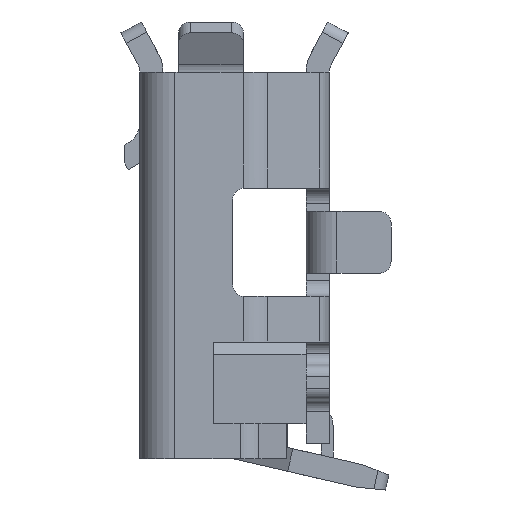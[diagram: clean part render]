
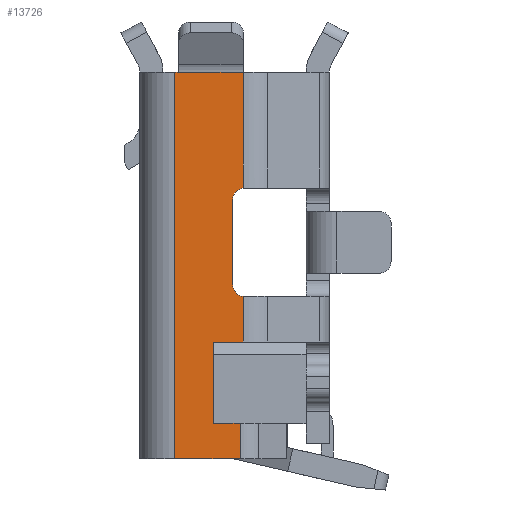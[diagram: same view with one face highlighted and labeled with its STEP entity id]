
A CAD part, left-side view. The second image highlights one B-rep face of the part: STEP entity #13726.
In plain terms, the highlighted planar face has unit normal (-1, 0, 0).
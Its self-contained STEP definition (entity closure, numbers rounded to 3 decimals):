
#204 = VERTEX_POINT ( 'NONE', #20184 ) ;
#348 = ORIENTED_EDGE ( 'NONE', *, *, #13256, .F. ) ;
#1028 = AXIS2_PLACEMENT_3D ( 'NONE', #9704, #25442, #18497 ) ;
#1322 = DIRECTION ( 'NONE',  ( 0., 0., -1. ) ) ;
#1467 = CIRCLE ( 'NONE', #15286, 0.15 ) ;
#1639 = DIRECTION ( 'NONE',  ( 0., 0., 1. ) ) ;
#2367 = CARTESIAN_POINT ( 'NONE',  ( -3.75, -1.038, -3.491 ) ) ;
#3210 = EDGE_CURVE ( 'NONE', #14060, #204, #19402, .T. ) ;
#3557 = DIRECTION ( 'NONE',  ( 0., 1., 0. ) ) ;
#3902 = LINE ( 'NONE', #7797, #25759 ) ;
#3998 = CIRCLE ( 'NONE', #1028, 0.15 ) ;
#4311 = VECTOR ( 'NONE', #25882, 1000. ) ;
#4798 = ORIENTED_EDGE ( 'NONE', *, *, #19147, .T. ) ;
#5524 = VERTEX_POINT ( 'NONE', #5656 ) ;
#5656 = CARTESIAN_POINT ( 'NONE',  ( -3.75, -0.999, -4.541 ) ) ;
#6637 = VERTEX_POINT ( 'NONE', #11976 ) ;
#6708 = CARTESIAN_POINT ( 'NONE',  ( -3.75, -1.038, -1.5 ) ) ;
#7395 = VERTEX_POINT ( 'NONE', #8070 ) ;
#7597 = CARTESIAN_POINT ( 'NONE',  ( -3.75, -0.65, -4.541 ) ) ;
#7647 = LINE ( 'NONE', #15658, #24189 ) ;
#7797 = CARTESIAN_POINT ( 'NONE',  ( -3.75, -0.15, -2.5 ) ) ;
#7988 = DIRECTION ( 'NONE',  ( 0., 0., -1. ) ) ;
#8070 = CARTESIAN_POINT ( 'NONE',  ( -3.75, -0.999, -5. ) ) ;
#8312 = CARTESIAN_POINT ( 'NONE',  ( -3.75, -0.594, -3.491 ) ) ;
#8442 = CARTESIAN_POINT ( 'NONE',  ( -3.75, -1.038, -2.5 ) ) ;
#8707 = EDGE_CURVE ( 'NONE', #204, #21740, #18108, .T. ) ;
#8872 = VERTEX_POINT ( 'NONE', #11787 ) ;
#9704 = CARTESIAN_POINT ( 'NONE',  ( -3.75, -1.05, -1.65 ) ) ;
#9788 = VERTEX_POINT ( 'NONE', #6708 ) ;
#9880 = VECTOR ( 'NONE', #22638, 1000. ) ;
#10036 = CARTESIAN_POINT ( 'NONE',  ( -3.75, -0.15, -5. ) ) ;
#10338 = DIRECTION ( 'NONE',  ( -1., 0., 0. ) ) ;
#11180 = VECTOR ( 'NONE', #11938, 1000. ) ;
#11204 = ORIENTED_EDGE ( 'NONE', *, *, #14517, .F. ) ;
#11787 = CARTESIAN_POINT ( 'NONE',  ( -3.75, -0.9, -1.65 ) ) ;
#11938 = DIRECTION ( 'NONE',  ( 0., 0., 1. ) ) ;
#11976 = CARTESIAN_POINT ( 'NONE',  ( -3.75, -0.65, -3.491 ) ) ;
#12732 = CARTESIAN_POINT ( 'NONE',  ( -3.75, -1.05, -2.75 ) ) ;
#12871 = EDGE_CURVE ( 'NONE', #9788, #21740, #17552, .T. ) ;
#12987 = LINE ( 'NONE', #13155, #26260 ) ;
#13030 = LINE ( 'NONE', #8442, #27766 ) ;
#13155 = CARTESIAN_POINT ( 'NONE',  ( -3.75, -0.824, -4.541 ) ) ;
#13174 = CARTESIAN_POINT ( 'NONE',  ( -3.75, -0.637, -5.013 ) ) ;
#13256 = EDGE_CURVE ( 'NONE', #8872, #26585, #7647, .T. ) ;
#13505 = DIRECTION ( 'NONE',  ( 0., 0., -1. ) ) ;
#13511 = CARTESIAN_POINT ( 'NONE',  ( -3.75, -0.999, -4.77 ) ) ;
#13707 = ORIENTED_EDGE ( 'NONE', *, *, #8707, .F. ) ;
#13726 = ADVANCED_FACE ( 'NONE', ( #15731 ), #17503, .T. ) ;
#14022 = ORIENTED_EDGE ( 'NONE', *, *, #17442, .T. ) ;
#14060 = VERTEX_POINT ( 'NONE', #20853 ) ;
#14517 = EDGE_CURVE ( 'NONE', #9788, #8872, #3998, .T. ) ;
#14736 = ORIENTED_EDGE ( 'NONE', *, *, #20214, .F. ) ;
#15208 = CARTESIAN_POINT ( 'NONE',  ( -3.75, -0.594, 0. ) ) ;
#15286 = AXIS2_PLACEMENT_3D ( 'NONE', #12732, #10338, #1639 ) ;
#15658 = CARTESIAN_POINT ( 'NONE',  ( -3.75, -0.9, -2.5 ) ) ;
#15731 = FACE_OUTER_BOUND ( 'NONE', #22174, .T. ) ;
#16160 = AXIS2_PLACEMENT_3D ( 'NONE', #13174, #19683, #28950 ) ;
#16284 = EDGE_CURVE ( 'NONE', #19995, #6637, #26799, .T. ) ;
#16495 = EDGE_CURVE ( 'NONE', #5524, #17289, #12987, .T. ) ;
#17063 = DIRECTION ( 'NONE',  ( 0., -1., 0. ) ) ;
#17238 = ORIENTED_EDGE ( 'NONE', *, *, #16495, .T. ) ;
#17243 = CARTESIAN_POINT ( 'NONE',  ( -3.75, -0.594, 0. ) ) ;
#17289 = VERTEX_POINT ( 'NONE', #7597 ) ;
#17357 = VECTOR ( 'NONE', #18207, 1000. ) ;
#17399 = VECTOR ( 'NONE', #17063, 1000. ) ;
#17442 = EDGE_CURVE ( 'NONE', #19718, #7395, #23026, .T. ) ;
#17503 = PLANE ( 'NONE',  #16160 ) ;
#17552 = LINE ( 'NONE', #25406, #11180 ) ;
#17700 = ORIENTED_EDGE ( 'NONE', *, *, #12871, .T. ) ;
#18108 = LINE ( 'NONE', #15208, #17399 ) ;
#18160 = ORIENTED_EDGE ( 'NONE', *, *, #25814, .F. ) ;
#18185 = EDGE_CURVE ( 'NONE', #6637, #17289, #24736, .T. ) ;
#18207 = DIRECTION ( 'NONE',  ( 0., 0., -1. ) ) ;
#18497 = DIRECTION ( 'NONE',  ( 0., -1., 0. ) ) ;
#19147 = EDGE_CURVE ( 'NONE', #14060, #19718, #3902, .T. ) ;
#19402 = LINE ( 'NONE', #17243, #29185 ) ;
#19683 = DIRECTION ( 'NONE',  ( -1., 0., 0. ) ) ;
#19718 = VERTEX_POINT ( 'NONE', #10036 ) ;
#19995 = VERTEX_POINT ( 'NONE', #2367 ) ;
#20061 = ORIENTED_EDGE ( 'NONE', *, *, #16284, .F. ) ;
#20184 = CARTESIAN_POINT ( 'NONE',  ( -3.75, -0.2, 0. ) ) ;
#20214 = EDGE_CURVE ( 'NONE', #5524, #7395, #23596, .T. ) ;
#20853 = CARTESIAN_POINT ( 'NONE',  ( -3.75, -0.15, 0. ) ) ;
#21740 = VERTEX_POINT ( 'NONE', #24306 ) ;
#22174 = EDGE_LOOP ( 'NONE', ( #17238, #23991, #20061, #24659, #18160, #348, #11204, #17700, #13707, #24870, #4798, #14022, #14736 ) ) ;
#22199 = DIRECTION ( 'NONE',  ( 0., 1., 0. ) ) ;
#22594 = VECTOR ( 'NONE', #3557, 1000. ) ;
#22638 = DIRECTION ( 'NONE',  ( 0., 0., -1. ) ) ;
#23026 = LINE ( 'NONE', #25985, #4311 ) ;
#23099 = VERTEX_POINT ( 'NONE', #27119 ) ;
#23596 = LINE ( 'NONE', #13511, #9880 ) ;
#23991 = ORIENTED_EDGE ( 'NONE', *, *, #18185, .F. ) ;
#24014 = DIRECTION ( 'NONE',  ( 0., -1., 0. ) ) ;
#24189 = VECTOR ( 'NONE', #13505, 1000. ) ;
#24306 = CARTESIAN_POINT ( 'NONE',  ( -3.75, -1.038, 0. ) ) ;
#24658 = CARTESIAN_POINT ( 'NONE',  ( -3.75, -0.9, -2.75 ) ) ;
#24659 = ORIENTED_EDGE ( 'NONE', *, *, #28035, .F. ) ;
#24736 = LINE ( 'NONE', #27011, #17357 ) ;
#24870 = ORIENTED_EDGE ( 'NONE', *, *, #3210, .F. ) ;
#25406 = CARTESIAN_POINT ( 'NONE',  ( -3.75, -1.038, -1.745 ) ) ;
#25442 = DIRECTION ( 'NONE',  ( -1., 0., 0. ) ) ;
#25759 = VECTOR ( 'NONE', #7988, 1000. ) ;
#25814 = EDGE_CURVE ( 'NONE', #26585, #23099, #1467, .T. ) ;
#25882 = DIRECTION ( 'NONE',  ( 0., -1., 0. ) ) ;
#25985 = CARTESIAN_POINT ( 'NONE',  ( -3.75, -0.824, -5. ) ) ;
#26260 = VECTOR ( 'NONE', #22199, 1000. ) ;
#26585 = VERTEX_POINT ( 'NONE', #24658 ) ;
#26799 = LINE ( 'NONE', #8312, #22594 ) ;
#27011 = CARTESIAN_POINT ( 'NONE',  ( -3.75, -0.65, -2.5 ) ) ;
#27119 = CARTESIAN_POINT ( 'NONE',  ( -3.75, -1.038, -2.9 ) ) ;
#27766 = VECTOR ( 'NONE', #1322, 1000. ) ;
#28035 = EDGE_CURVE ( 'NONE', #23099, #19995, #13030, .T. ) ;
#28950 = DIRECTION ( 'NONE',  ( 0., -1., 0. ) ) ;
#29185 = VECTOR ( 'NONE', #24014, 1000. ) ;
